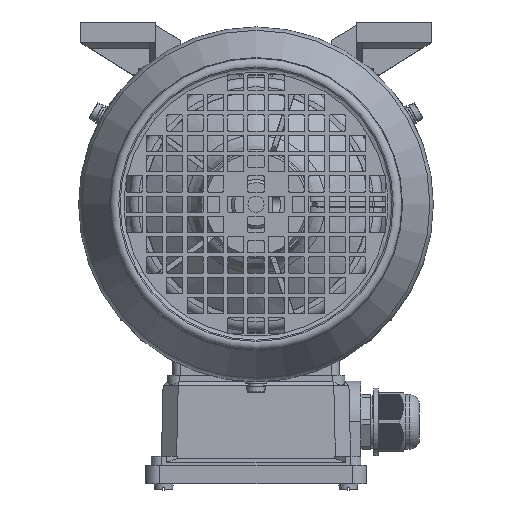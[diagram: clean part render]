
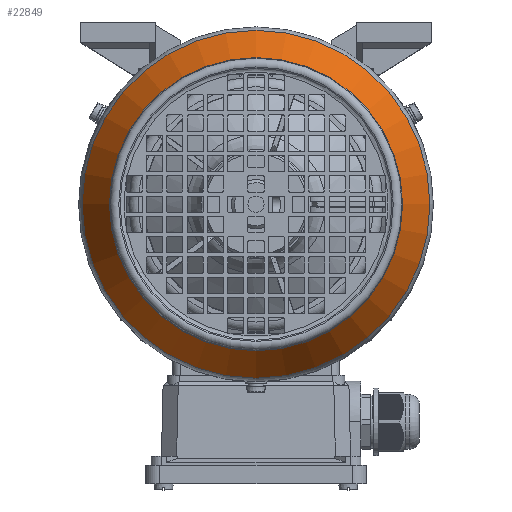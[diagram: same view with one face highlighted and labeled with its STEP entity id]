
A CAD part, top view. The second image highlights one B-rep face of the part: STEP entity #22849.
In plain terms, the highlighted conical face has half-angle 30 degrees and reference radius 85.758 mm.
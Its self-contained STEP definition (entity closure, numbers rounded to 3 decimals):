
#22849=ADVANCED_FACE('',(#29121,#29122),#26815,.T.);
#26815=CONICAL_SURFACE('',#82548,85.758,30.);
#29121=FACE_BOUND('',#30928,.T.);
#29122=FACE_BOUND('',#30929,.T.);
#30928=EDGE_LOOP('',(#38599));
#30929=EDGE_LOOP('',(#38600));
#38599=ORIENTED_EDGE('',*,*,#68761,.T.);
#38600=ORIENTED_EDGE('',*,*,#68760,.F.);
#60505=VERTEX_POINT('',#117117);
#60506=VERTEX_POINT('',#117120);
#68760=EDGE_CURVE('',#60505,#60505,#79208,.T.);
#68761=EDGE_CURVE('',#60506,#60506,#79209,.T.);
#79208=CIRCLE('',#82545,85.758);
#79209=CIRCLE('',#82547,72.283);
#82545=AXIS2_PLACEMENT_3D('',#117116,#92025,#92026);
#82547=AXIS2_PLACEMENT_3D('',#117119,#92029,#92030);
#82548=AXIS2_PLACEMENT_3D('',#117121,#92031,#92032);
#92025=DIRECTION('',(0.,0.,-1.));
#92026=DIRECTION('',(1.,0.,0.));
#92029=DIRECTION('',(0.,0.,-1.));
#92030=DIRECTION('',(1.,0.,0.));
#92031=DIRECTION('',(0.,0.,-1.));
#92032=DIRECTION('',(1.,0.,0.));
#117116=CARTESIAN_POINT('',(0.,0.,224.974));
#117117=CARTESIAN_POINT('',(85.758,0.,224.974));
#117119=CARTESIAN_POINT('',(0.,0.,248.313));
#117120=CARTESIAN_POINT('',(72.283,0.,248.313));
#117121=CARTESIAN_POINT('',(0.,0.,224.974));
